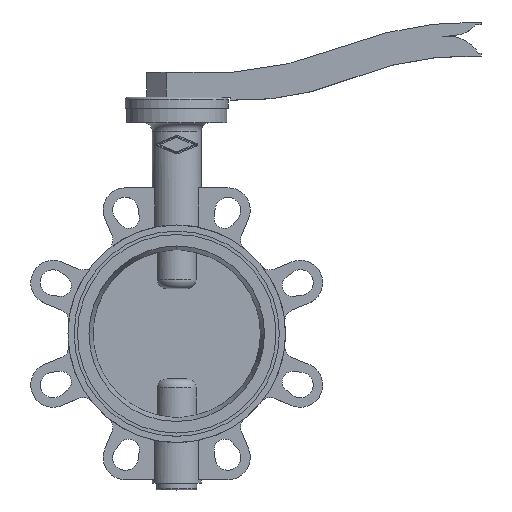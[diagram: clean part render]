
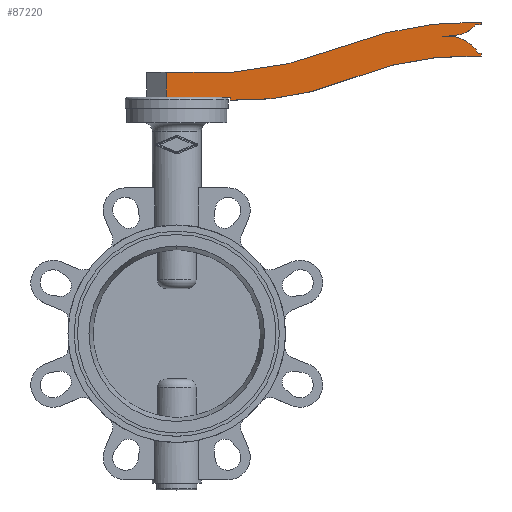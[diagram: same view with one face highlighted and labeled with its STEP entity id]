
A CAD part, top view. The second image highlights one B-rep face of the part: STEP entity #87220.
In plain terms, the highlighted planar face has unit normal (0, 0, 1).
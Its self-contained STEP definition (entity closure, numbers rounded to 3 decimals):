
#80270=CARTESIAN_POINT('',(-9.5,234.4,-12.5));
#80280=VERTEX_POINT('',#80270);
#80310=CARTESIAN_POINT('',(-9.5,209.4,-12.5));
#80320=DIRECTION('',(0.,-1.,0.));
#80330=VECTOR('',#80320,1.);
#80340=LINE('',#80310,#80330);
#80350=CARTESIAN_POINT('',(-9.5,212.,-12.5));
#80360=VERTEX_POINT('',#80350);
#80370=EDGE_CURVE('',#80280,#80360,#80340,.T.);
#80980=CARTESIAN_POINT('',(-27.,212.,-12.5));
#80990=DIRECTION('',(1.,0.,0.));
#81000=VECTOR('',#80990,1.);
#81010=LINE('',#80980,#81000);
#81020=CARTESIAN_POINT('',(48.,212.,-12.5));
#81030=VERTEX_POINT('',#81020);
#81040=EDGE_CURVE('',#80360,#81030,#81010,.T.);
#82710=CARTESIAN_POINT('',(48.,212.,-12.5));
#82720=DIRECTION('',(0.,-1.,0.));
#82730=VECTOR('',#82720,1.);
#82740=LINE('',#82710,#82730);
#82750=CARTESIAN_POINT('',(48.,209.4,-12.5));
#82760=VERTEX_POINT('',#82750);
#82770=EDGE_CURVE('',#81030,#82760,#82740,.T.);
#83020=CARTESIAN_POINT('',(57.155,469.239,-12.5));
#83030=DIRECTION('',(0.,0.,1.));
#83040=DIRECTION('',(-0.035,-0.999,0.));
#83050=AXIS2_PLACEMENT_3D('',#83020,#83030,#83040);
#83060=CIRCLE('',#83050,260.);
#83070=CARTESIAN_POINT('',(155.24,228.45,-12.5));
#83080=VERTEX_POINT('',#83070);
#83090=EDGE_CURVE('',#82760,#83080,#83060,.T.);
#83340=CARTESIAN_POINT('',(262.025,-35.789,-12.5));
#83350=DIRECTION('',(0.,0.,-1.));
#83360=DIRECTION('',(-0.375,0.927,0.));
#83370=AXIS2_PLACEMENT_3D('',#83340,#83350,#83360);
#83380=CIRCLE('',#83370,285.);
#83390=CARTESIAN_POINT('',(273.,249.,-12.5));
#83400=VERTEX_POINT('',#83390);
#83410=EDGE_CURVE('',#83080,#83400,#83380,.T.);
#83660=CARTESIAN_POINT('',(273.,249.,-12.5));
#83670=DIRECTION('',(0.,1.,0.));
#83680=VECTOR('',#83670,1.);
#83690=LINE('',#83660,#83680);
#83700=CARTESIAN_POINT('',(273.,251.5,-12.5));
#83710=VERTEX_POINT('',#83700);
#83720=EDGE_CURVE('',#83400,#83710,#83690,.T.);
#83970=CARTESIAN_POINT('',(273.,251.5,-12.5));
#83980=DIRECTION('',(-1.,0.,0.));
#83990=VECTOR('',#83980,1.);
#84000=LINE('',#83970,#83990);
#84010=CARTESIAN_POINT('',(270.5,251.5,-12.5));
#84020=VERTEX_POINT('',#84010);
#84030=EDGE_CURVE('',#83710,#84020,#84000,.T.);
#84280=CARTESIAN_POINT('',(242.499,234.038,-12.5));
#84290=DIRECTION('',(0.,0.,1.));
#84300=DIRECTION('',(0.849,0.529,0.));
#84310=AXIS2_PLACEMENT_3D('',#84280,#84290,#84300);
#84320=CIRCLE('',#84310,33.);
#84330=CARTESIAN_POINT('',(246.268,266.822,-12.5));
#84340=VERTEX_POINT('',#84330);
#84350=EDGE_CURVE('',#84020,#84340,#84320,.T.);
#84600=CARTESIAN_POINT('',(246.268,266.822,-12.5));
#84610=DIRECTION('',(-0.996,-0.092,0.));
#84620=VECTOR('',#84610,1.);
#84630=LINE('',#84600,#84620);
#84640=CARTESIAN_POINT('',(238.25,266.08,-12.5));
#84650=VERTEX_POINT('',#84640);
#84660=EDGE_CURVE('',#84340,#84650,#84630,.T.);
#84910=CARTESIAN_POINT('',(238.25,266.08,-12.5));
#84920=DIRECTION('',(0.991,0.136,0.));
#84930=VECTOR('',#84920,1.);
#84940=LINE('',#84910,#84930);
#84950=CARTESIAN_POINT('',(252.82,268.08,-12.5));
#84960=VERTEX_POINT('',#84950);
#84970=EDGE_CURVE('',#84650,#84960,#84940,.T.);
#85220=CARTESIAN_POINT('',(249.031,291.272,-12.5));
#85230=DIRECTION('',(0.,0.,1.));
#85240=DIRECTION('',(0.161,-0.987,0.));
#85250=AXIS2_PLACEMENT_3D('',#85220,#85230,#85240);
#85260=CIRCLE('',#85250,23.5);
#85270=CARTESIAN_POINT('',(267.7,277.,-12.5));
#85280=VERTEX_POINT('',#85270);
#85290=EDGE_CURVE('',#84960,#85280,#85260,.T.);
#85540=CARTESIAN_POINT('',(267.7,277.,-12.5));
#85550=DIRECTION('',(1.,0.,0.));
#85560=VECTOR('',#85550,1.);
#85570=LINE('',#85540,#85560);
#85580=CARTESIAN_POINT('',(273.,277.,-12.5));
#85590=VERTEX_POINT('',#85580);
#85600=EDGE_CURVE('',#85280,#85590,#85570,.T.);
#85850=CARTESIAN_POINT('',(273.,277.,-12.5));
#85860=DIRECTION('',(0.,1.,0.));
#85870=VECTOR('',#85860,1.);
#85880=LINE('',#85850,#85870);
#85890=CARTESIAN_POINT('',(273.,279.5,-12.5));
#85900=VERTEX_POINT('',#85890);
#85910=EDGE_CURVE('',#85590,#85900,#85880,.T.);
#86160=CARTESIAN_POINT('',(267.327,-50.951,-12.5));
#86170=DIRECTION('',(0.,0.,1.));
#86180=DIRECTION('',(0.017,1.,0.));
#86190=AXIS2_PLACEMENT_3D('',#86160,#86170,#86180);
#86200=CIRCLE('',#86190,330.5);
#86210=CARTESIAN_POINT('',(147.6,257.1,-12.5));
#86220=VERTEX_POINT('',#86210);
#86230=EDGE_CURVE('',#85900,#86220,#86200,.T.);
#86480=CARTESIAN_POINT('',(25.017,562.949,-12.5));
#86490=DIRECTION('',(0.,0.,-1.));
#86500=DIRECTION('',(0.372,-0.928,0.));
#86510=AXIS2_PLACEMENT_3D('',#86480,#86490,#86500);
#86520=CIRCLE('',#86510,329.5);
#86530=CARTESIAN_POINT('',(0.,234.4,-12.5));
#86540=VERTEX_POINT('',#86530);
#86550=EDGE_CURVE('',#86220,#86540,#86520,.T.);
#86820=CARTESIAN_POINT('',(0.,234.4,-12.5));
#86830=DIRECTION('',(-1.,0.,0.));
#86840=VECTOR('',#86830,1.);
#86850=LINE('',#86820,#86840);
#86860=EDGE_CURVE('',#86540,#80280,#86850,.T.);
#86990=CARTESIAN_POINT('',(0.,209.4,-12.5));
#87000=DIRECTION('',(0.,0.,1.));
#87010=DIRECTION('',(1.,0.,0.));
#87020=AXIS2_PLACEMENT_3D('',#86990,#87000,#87010);
#87030=PLANE('',#87020);
#87040=ORIENTED_EDGE('',*,*,#86860,.T.);
#87050=ORIENTED_EDGE('',*,*,#86550,.T.);
#87060=ORIENTED_EDGE('',*,*,#86230,.T.);
#87070=ORIENTED_EDGE('',*,*,#85910,.T.);
#87080=ORIENTED_EDGE('',*,*,#85600,.T.);
#87090=ORIENTED_EDGE('',*,*,#85290,.T.);
#87100=ORIENTED_EDGE('',*,*,#84970,.T.);
#87110=ORIENTED_EDGE('',*,*,#84660,.T.);
#87120=ORIENTED_EDGE('',*,*,#84350,.T.);
#87130=ORIENTED_EDGE('',*,*,#84030,.T.);
#87140=ORIENTED_EDGE('',*,*,#83720,.T.);
#87150=ORIENTED_EDGE('',*,*,#83410,.T.);
#87160=ORIENTED_EDGE('',*,*,#83090,.T.);
#87170=ORIENTED_EDGE('',*,*,#82770,.T.);
#87180=ORIENTED_EDGE('',*,*,#81040,.T.);
#87190=ORIENTED_EDGE('',*,*,#80370,.T.);
#87200=EDGE_LOOP('',(#87190,#87180,#87170,#87160,#87150,#87140,#87130,
#87120,#87110,#87100,#87090,#87080,#87070,#87060,#87050,#87040));
#87210=FACE_OUTER_BOUND('',#87200,.T.);
#87220=ADVANCED_FACE('',(#87210),#87030,.T.);
